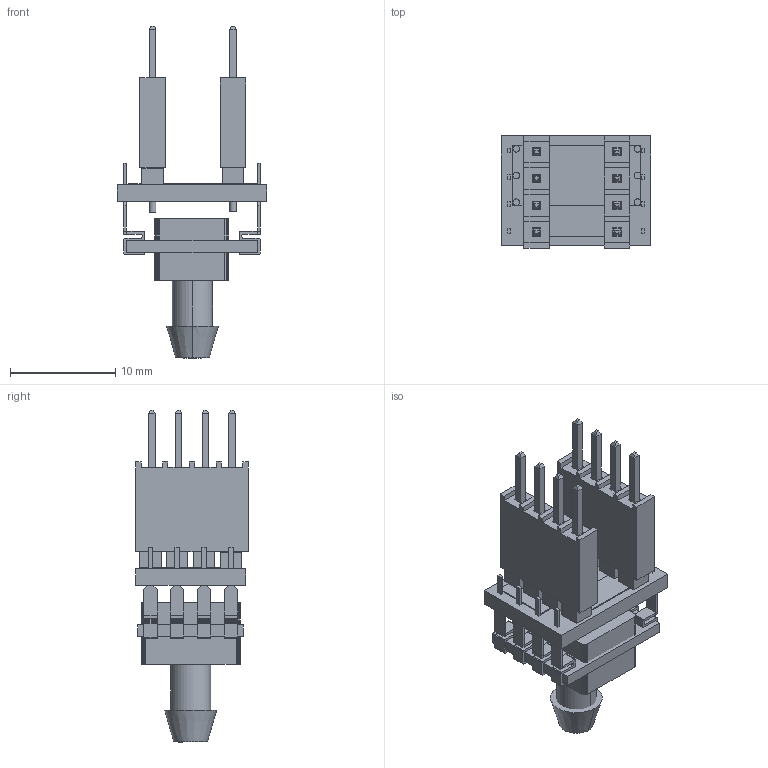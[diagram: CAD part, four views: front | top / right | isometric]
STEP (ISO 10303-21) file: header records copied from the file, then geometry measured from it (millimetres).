
FILE_DESCRIPTION (( 'STEP AP203' ), '1' );
FILE_NAME ('Gauge Pressure Sensor Asm.STEP', '2021-03-04T15:20:22', ( '' ), ( '' ), 'SwSTEP 2.0', 'SolidWorks 2019', '' );
FILE_SCHEMA (( 'CONFIG_CONTROL_DESIGN' ));
Length unit declared in the file: inch
Products named in the file (10): Gauge Pressure Sensor PCB; 2X4.step; SSQ_104_02_G_S; PCB Component.step; Board Mount Pressure Sensor; Board.step; Gauge Pressure Sensor Asm; DIFF_PRESS_SEN_ABP.step; JustinPressSen.step; Pressure Sensor Board Pin
Assembly tree (17 placements, depth 5):
  Gauge Pressure Sensor Asm
    Gauge Pressure Sensor PCB
      JustinPressSen.step
        PCB Component.step
          Board.step
          2X4.step
          DIFF_PRESS_SEN_ABP.step
    Board Mount Pressure Sensor
    Pressure Sensor Board Pin  x8
    SSQ_104_02_G_S  x2
Bounding box: 14.22 x 10.67 x 31.49 mm (x, y, z)
Volume: 1323 mm3; surface area: 2948.4 mm2
Topology: 35 solids, 35 shells, 802 faces, 2124 edges, 1416 vertices
Faces by surface type: plane 736, cylinder 64, cone 2
Entity records: 21192 total; most frequent: CARTESIAN_POINT 3561, ORIENTED_EDGE 3480, DIRECTION 3138, EDGE_CURVE 1740, LINE 1664, VECTOR 1664, VERTEX_POINT 1160, AXIS2_PLACEMENT_3D 737
